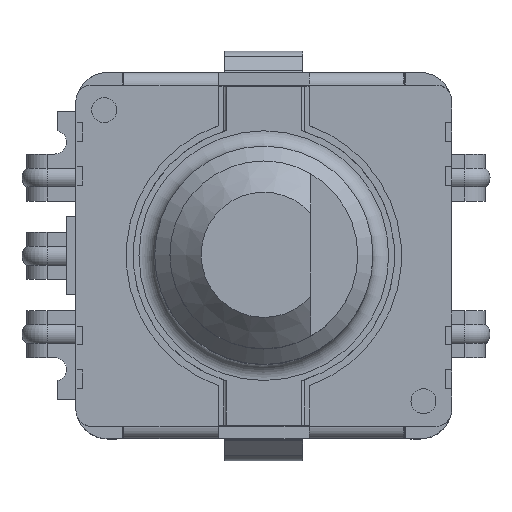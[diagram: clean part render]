
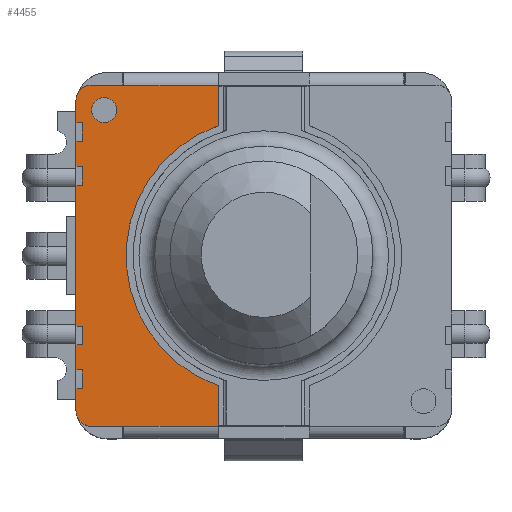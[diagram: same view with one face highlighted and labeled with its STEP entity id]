
A CAD part, top view. The second image highlights one B-rep face of the part: STEP entity #4455.
In plain terms, the highlighted planar face has unit normal (0, 0, 1).
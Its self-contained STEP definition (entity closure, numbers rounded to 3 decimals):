
#754 = VERTEX_POINT('',#755);
#755 = CARTESIAN_POINT('',(2.4,1.75,4.5));
#771 = EDGE_CURVE('',#754,#754,#772,.T.);
#772 = CIRCLE('',#773,0.4);
#773 = AXIS2_PLACEMENT_3D('',#774,#775,#776);
#774 = CARTESIAN_POINT('',(2.4,2.15,4.5));
#775 = DIRECTION('',(0.,0.,-1.));
#776 = DIRECTION('',(0.,1.,0.));
#4455 = ADVANCED_FACE('',(#4456,#4669),#4672,.F.);
#4456 = FACE_BOUND('',#4457,.T.);
#4457 = EDGE_LOOP('',(#4458,#4468,#4476,#4485,#4493,#4501,#4509,#4518,
    #4526,#4534,#4542,#4550,#4558,#4566,#4574,#4582,#4590,#4598,#4606,
    #4614,#4622,#4630,#4638,#4646,#4654,#4663));
#4458 = ORIENTED_EDGE('',*,*,#4459,.F.);
#4459 = EDGE_CURVE('',#4460,#4462,#4464,.T.);
#4460 = VERTEX_POINT('',#4461);
#4461 = CARTESIAN_POINT('',(6.05,-7.95,4.5));
#4462 = VERTEX_POINT('',#4463);
#4463 = CARTESIAN_POINT('',(3.025,-7.95,4.5));
#4464 = LINE('',#4465,#4466);
#4465 = CARTESIAN_POINT('',(13.,-7.95,4.5));
#4466 = VECTOR('',#4467,1.);
#4467 = DIRECTION('',(-1.,0.,0.));
#4468 = ORIENTED_EDGE('',*,*,#4469,.F.);
#4469 = EDGE_CURVE('',#4470,#4460,#4472,.T.);
#4470 = VERTEX_POINT('',#4471);
#4471 = CARTESIAN_POINT('',(6.05,-6.654,4.5));
#4472 = LINE('',#4473,#4474);
#4473 = CARTESIAN_POINT('',(6.05,-6.654,4.5));
#4474 = VECTOR('',#4475,1.);
#4475 = DIRECTION('',(0.,-1.,0.));
#4476 = ORIENTED_EDGE('',*,*,#4477,.F.);
#4477 = EDGE_CURVE('',#4478,#4470,#4480,.T.);
#4478 = VERTEX_POINT('',#4479);
#4479 = CARTESIAN_POINT('',(6.05,1.654,4.5));
#4480 = CIRCLE('',#4481,4.4);
#4481 = AXIS2_PLACEMENT_3D('',#4482,#4483,#4484);
#4482 = CARTESIAN_POINT('',(7.5,-2.5,4.5));
#4483 = DIRECTION('',(0.,-0.,1.));
#4484 = DIRECTION('',(0.,1.,0.));
#4485 = ORIENTED_EDGE('',*,*,#4486,.F.);
#4486 = EDGE_CURVE('',#4487,#4478,#4489,.T.);
#4487 = VERTEX_POINT('',#4488);
#4488 = CARTESIAN_POINT('',(6.05,2.95,4.5));
#4489 = LINE('',#4490,#4491);
#4490 = CARTESIAN_POINT('',(6.05,-7.45,4.5));
#4491 = VECTOR('',#4492,1.);
#4492 = DIRECTION('',(0.,-1.,0.));
#4493 = ORIENTED_EDGE('',*,*,#4494,.F.);
#4494 = EDGE_CURVE('',#4495,#4487,#4497,.T.);
#4495 = VERTEX_POINT('',#4496);
#4496 = CARTESIAN_POINT('',(3.025,2.95,4.5));
#4497 = LINE('',#4498,#4499);
#4498 = CARTESIAN_POINT('',(13.,2.95,4.5));
#4499 = VECTOR('',#4500,1.);
#4500 = DIRECTION('',(1.,0.,0.));
#4501 = ORIENTED_EDGE('',*,*,#4502,.F.);
#4502 = EDGE_CURVE('',#4503,#4495,#4505,.T.);
#4503 = VERTEX_POINT('',#4504);
#4504 = CARTESIAN_POINT('',(2.,2.95,4.5));
#4505 = LINE('',#4506,#4507);
#4506 = CARTESIAN_POINT('',(13.,2.95,4.5));
#4507 = VECTOR('',#4508,1.);
#4508 = DIRECTION('',(1.,0.,0.));
#4509 = ORIENTED_EDGE('',*,*,#4510,.F.);
#4510 = EDGE_CURVE('',#4511,#4503,#4513,.T.);
#4511 = VERTEX_POINT('',#4512);
#4512 = CARTESIAN_POINT('',(1.5,2.45,4.5));
#4513 = CIRCLE('',#4514,0.5);
#4514 = AXIS2_PLACEMENT_3D('',#4515,#4516,#4517);
#4515 = CARTESIAN_POINT('',(2.,2.45,4.5));
#4516 = DIRECTION('',(0.,0.,-1.));
#4517 = DIRECTION('',(0.,1.,0.));
#4518 = ORIENTED_EDGE('',*,*,#4519,.F.);
#4519 = EDGE_CURVE('',#4520,#4511,#4522,.T.);
#4520 = VERTEX_POINT('',#4521);
#4521 = CARTESIAN_POINT('',(1.5,1.75,4.5));
#4522 = LINE('',#4523,#4524);
#4523 = CARTESIAN_POINT('',(1.5,1.75,4.5));
#4524 = VECTOR('',#4525,1.);
#4525 = DIRECTION('',(0.,1.,0.));
#4526 = ORIENTED_EDGE('',*,*,#4527,.F.);
#4527 = EDGE_CURVE('',#4528,#4520,#4530,.T.);
#4528 = VERTEX_POINT('',#4529);
#4529 = CARTESIAN_POINT('',(1.7,1.75,4.5));
#4530 = LINE('',#4531,#4532);
#4531 = CARTESIAN_POINT('',(1.7,1.75,4.5));
#4532 = VECTOR('',#4533,1.);
#4533 = DIRECTION('',(-1.,0.,0.));
#4534 = ORIENTED_EDGE('',*,*,#4535,.F.);
#4535 = EDGE_CURVE('',#4536,#4528,#4538,.T.);
#4536 = VERTEX_POINT('',#4537);
#4537 = CARTESIAN_POINT('',(1.7,1.15,4.5));
#4538 = LINE('',#4539,#4540);
#4539 = CARTESIAN_POINT('',(1.7,1.15,4.5));
#4540 = VECTOR('',#4541,1.);
#4541 = DIRECTION('',(0.,1.,0.));
#4542 = ORIENTED_EDGE('',*,*,#4543,.F.);
#4543 = EDGE_CURVE('',#4544,#4536,#4546,.T.);
#4544 = VERTEX_POINT('',#4545);
#4545 = CARTESIAN_POINT('',(1.5,1.15,4.5));
#4546 = LINE('',#4547,#4548);
#4547 = CARTESIAN_POINT('',(1.5,1.15,4.5));
#4548 = VECTOR('',#4549,1.);
#4549 = DIRECTION('',(1.,0.,0.));
#4550 = ORIENTED_EDGE('',*,*,#4551,.F.);
#4551 = EDGE_CURVE('',#4552,#4544,#4554,.T.);
#4552 = VERTEX_POINT('',#4553);
#4553 = CARTESIAN_POINT('',(1.5,0.35,4.5));
#4554 = LINE('',#4555,#4556);
#4555 = CARTESIAN_POINT('',(1.5,0.35,4.5));
#4556 = VECTOR('',#4557,1.);
#4557 = DIRECTION('',(0.,1.,0.));
#4558 = ORIENTED_EDGE('',*,*,#4559,.F.);
#4559 = EDGE_CURVE('',#4560,#4552,#4562,.T.);
#4560 = VERTEX_POINT('',#4561);
#4561 = CARTESIAN_POINT('',(1.7,0.35,4.5));
#4562 = LINE('',#4563,#4564);
#4563 = CARTESIAN_POINT('',(1.7,0.35,4.5));
#4564 = VECTOR('',#4565,1.);
#4565 = DIRECTION('',(-1.,0.,0.));
#4566 = ORIENTED_EDGE('',*,*,#4567,.F.);
#4567 = EDGE_CURVE('',#4568,#4560,#4570,.T.);
#4568 = VERTEX_POINT('',#4569);
#4569 = CARTESIAN_POINT('',(1.7,-0.25,4.5));
#4570 = LINE('',#4571,#4572);
#4571 = CARTESIAN_POINT('',(1.7,-0.25,4.5));
#4572 = VECTOR('',#4573,1.);
#4573 = DIRECTION('',(0.,1.,0.));
#4574 = ORIENTED_EDGE('',*,*,#4575,.F.);
#4575 = EDGE_CURVE('',#4576,#4568,#4578,.T.);
#4576 = VERTEX_POINT('',#4577);
#4577 = CARTESIAN_POINT('',(1.5,-0.25,4.5));
#4578 = LINE('',#4579,#4580);
#4579 = CARTESIAN_POINT('',(1.5,-0.25,4.5));
#4580 = VECTOR('',#4581,1.);
#4581 = DIRECTION('',(1.,0.,0.));
#4582 = ORIENTED_EDGE('',*,*,#4583,.F.);
#4583 = EDGE_CURVE('',#4584,#4576,#4586,.T.);
#4584 = VERTEX_POINT('',#4585);
#4585 = CARTESIAN_POINT('',(1.5,-4.75,4.5));
#4586 = LINE('',#4587,#4588);
#4587 = CARTESIAN_POINT('',(1.5,-4.75,4.5));
#4588 = VECTOR('',#4589,1.);
#4589 = DIRECTION('',(0.,1.,0.));
#4590 = ORIENTED_EDGE('',*,*,#4591,.F.);
#4591 = EDGE_CURVE('',#4592,#4584,#4594,.T.);
#4592 = VERTEX_POINT('',#4593);
#4593 = CARTESIAN_POINT('',(1.7,-4.75,4.5));
#4594 = LINE('',#4595,#4596);
#4595 = CARTESIAN_POINT('',(1.7,-4.75,4.5));
#4596 = VECTOR('',#4597,1.);
#4597 = DIRECTION('',(-1.,0.,0.));
#4598 = ORIENTED_EDGE('',*,*,#4599,.F.);
#4599 = EDGE_CURVE('',#4600,#4592,#4602,.T.);
#4600 = VERTEX_POINT('',#4601);
#4601 = CARTESIAN_POINT('',(1.7,-5.35,4.5));
#4602 = LINE('',#4603,#4604);
#4603 = CARTESIAN_POINT('',(1.7,-5.35,4.5));
#4604 = VECTOR('',#4605,1.);
#4605 = DIRECTION('',(0.,1.,0.));
#4606 = ORIENTED_EDGE('',*,*,#4607,.F.);
#4607 = EDGE_CURVE('',#4608,#4600,#4610,.T.);
#4608 = VERTEX_POINT('',#4609);
#4609 = CARTESIAN_POINT('',(1.5,-5.35,4.5));
#4610 = LINE('',#4611,#4612);
#4611 = CARTESIAN_POINT('',(1.5,-5.35,4.5));
#4612 = VECTOR('',#4613,1.);
#4613 = DIRECTION('',(1.,0.,0.));
#4614 = ORIENTED_EDGE('',*,*,#4615,.F.);
#4615 = EDGE_CURVE('',#4616,#4608,#4618,.T.);
#4616 = VERTEX_POINT('',#4617);
#4617 = CARTESIAN_POINT('',(1.5,-6.15,4.5));
#4618 = LINE('',#4619,#4620);
#4619 = CARTESIAN_POINT('',(1.5,-6.15,4.5));
#4620 = VECTOR('',#4621,1.);
#4621 = DIRECTION('',(0.,1.,0.));
#4622 = ORIENTED_EDGE('',*,*,#4623,.F.);
#4623 = EDGE_CURVE('',#4624,#4616,#4626,.T.);
#4624 = VERTEX_POINT('',#4625);
#4625 = CARTESIAN_POINT('',(1.7,-6.15,4.5));
#4626 = LINE('',#4627,#4628);
#4627 = CARTESIAN_POINT('',(1.5,-6.15,4.5));
#4628 = VECTOR('',#4629,1.);
#4629 = DIRECTION('',(-1.,0.,0.));
#4630 = ORIENTED_EDGE('',*,*,#4631,.F.);
#4631 = EDGE_CURVE('',#4632,#4624,#4634,.T.);
#4632 = VERTEX_POINT('',#4633);
#4633 = CARTESIAN_POINT('',(1.7,-6.75,4.5));
#4634 = LINE('',#4635,#4636);
#4635 = CARTESIAN_POINT('',(1.7,-6.75,4.5));
#4636 = VECTOR('',#4637,1.);
#4637 = DIRECTION('',(0.,1.,0.));
#4638 = ORIENTED_EDGE('',*,*,#4639,.F.);
#4639 = EDGE_CURVE('',#4640,#4632,#4642,.T.);
#4640 = VERTEX_POINT('',#4641);
#4641 = CARTESIAN_POINT('',(1.5,-6.75,4.5));
#4642 = LINE('',#4643,#4644);
#4643 = CARTESIAN_POINT('',(1.7,-6.75,4.5));
#4644 = VECTOR('',#4645,1.);
#4645 = DIRECTION('',(1.,0.,0.));
#4646 = ORIENTED_EDGE('',*,*,#4647,.F.);
#4647 = EDGE_CURVE('',#4648,#4640,#4650,.T.);
#4648 = VERTEX_POINT('',#4649);
#4649 = CARTESIAN_POINT('',(1.5,-7.45,4.5));
#4650 = LINE('',#4651,#4652);
#4651 = CARTESIAN_POINT('',(1.5,-7.45,4.5));
#4652 = VECTOR('',#4653,1.);
#4653 = DIRECTION('',(0.,1.,0.));
#4654 = ORIENTED_EDGE('',*,*,#4655,.F.);
#4655 = EDGE_CURVE('',#4656,#4648,#4658,.T.);
#4656 = VERTEX_POINT('',#4657);
#4657 = CARTESIAN_POINT('',(2.,-7.95,4.5));
#4658 = CIRCLE('',#4659,0.5);
#4659 = AXIS2_PLACEMENT_3D('',#4660,#4661,#4662);
#4660 = CARTESIAN_POINT('',(2.,-7.45,4.5));
#4661 = DIRECTION('',(0.,0.,-1.));
#4662 = DIRECTION('',(0.,1.,0.));
#4663 = ORIENTED_EDGE('',*,*,#4664,.F.);
#4664 = EDGE_CURVE('',#4462,#4656,#4665,.T.);
#4665 = LINE('',#4666,#4667);
#4666 = CARTESIAN_POINT('',(13.,-7.95,4.5));
#4667 = VECTOR('',#4668,1.);
#4668 = DIRECTION('',(-1.,0.,0.));
#4669 = FACE_BOUND('',#4670,.T.);
#4670 = EDGE_LOOP('',(#4671));
#4671 = ORIENTED_EDGE('',*,*,#771,.T.);
#4672 = PLANE('',#4673);
#4673 = AXIS2_PLACEMENT_3D('',#4674,#4675,#4676);
#4674 = CARTESIAN_POINT('',(13.,-7.45,4.5));
#4675 = DIRECTION('',(-0.,0.,-1.));
#4676 = DIRECTION('',(0.,1.,-0.));
